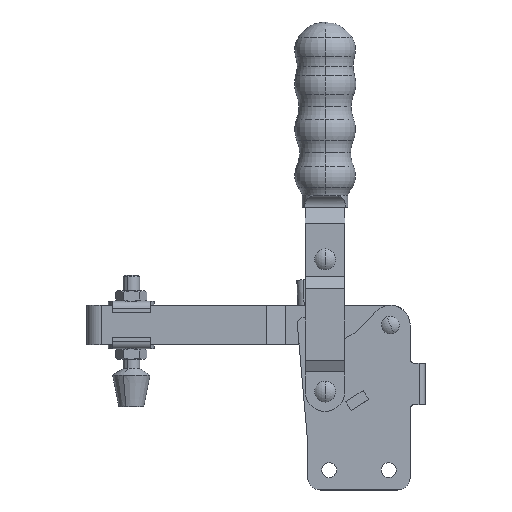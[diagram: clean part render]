
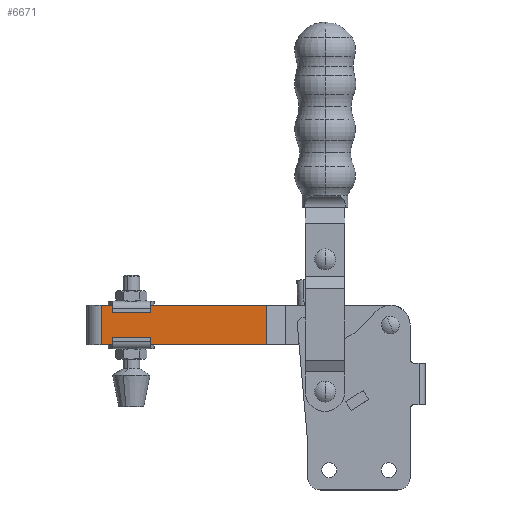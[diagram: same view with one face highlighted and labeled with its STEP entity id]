
A CAD part, top view. The second image highlights one B-rep face of the part: STEP entity #6671.
In plain terms, the highlighted planar face has unit normal (0, 0, 1).
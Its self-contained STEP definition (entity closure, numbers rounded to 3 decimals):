
#285 = VECTOR ( 'NONE', #9857, 1000. ) ;
#615 = CARTESIAN_POINT ( 'NONE',  ( -69.025, 51.16, 7.05 ) ) ;
#1120 = LINE ( 'NONE', #11456, #6455 ) ;
#1501 = CARTESIAN_POINT ( 'NONE',  ( -148.448, 51.16, 7.05 ) ) ;
#1913 = VECTOR ( 'NONE', #2404, 1000. ) ;
#2138 = PLANE ( 'NONE',  #11070 ) ;
#2182 = EDGE_CURVE ( 'NONE', #11571, #6629, #9381, .T. ) ;
#2404 = DIRECTION ( 'NONE',  ( 0., 1., 0. ) ) ;
#3050 = DIRECTION ( 'NONE',  ( 1., 0., 0. ) ) ;
#3276 = VERTEX_POINT ( 'NONE', #1501 ) ;
#4154 = EDGE_CURVE ( 'NONE', #11434, #3276, #1120, .T. ) ;
#4316 = EDGE_CURVE ( 'NONE', #11571, #3276, #4752, .T. ) ;
#4460 = EDGE_CURVE ( 'NONE', #6629, #11434, #10807, .T. ) ;
#4490 = ORIENTED_EDGE ( 'NONE', *, *, #2182, .T. ) ;
#4643 = DIRECTION ( 'NONE',  ( -1., 0., 0. ) ) ;
#4752 = LINE ( 'NONE', #9899, #285 ) ;
#4787 = EDGE_LOOP ( 'NONE', ( #9174, #8200, #4490, #10713 ) ) ;
#6455 = VECTOR ( 'NONE', #6988, 1000. ) ;
#6629 = VERTEX_POINT ( 'NONE', #8397 ) ;
#6671 = ADVANCED_FACE ( 'NONE', ( #9628 ), #2138, .F. ) ;
#6988 = DIRECTION ( 'NONE',  ( 0., -1., 0. ) ) ;
#7971 = CARTESIAN_POINT ( 'NONE',  ( -148.448, 70.16, 7.05 ) ) ;
#8200 = ORIENTED_EDGE ( 'NONE', *, *, #4316, .F. ) ;
#8262 = CARTESIAN_POINT ( 'NONE',  ( -69.025, 70.16, 7.05 ) ) ;
#8397 = CARTESIAN_POINT ( 'NONE',  ( -69.025, 70.16, 7.05 ) ) ;
#8434 = DIRECTION ( 'NONE',  ( 0., 0., -1. ) ) ;
#9174 = ORIENTED_EDGE ( 'NONE', *, *, #4154, .T. ) ;
#9305 = CARTESIAN_POINT ( 'NONE',  ( -69.025, 51.16, 7.05 ) ) ;
#9381 = LINE ( 'NONE', #615, #1913 ) ;
#9628 = FACE_OUTER_BOUND ( 'NONE', #4787, .T. ) ;
#9857 = DIRECTION ( 'NONE',  ( -1., 0., 0. ) ) ;
#9899 = CARTESIAN_POINT ( 'NONE',  ( -69.025, 51.16, 7.05 ) ) ;
#10521 = VECTOR ( 'NONE', #4643, 1000. ) ;
#10713 = ORIENTED_EDGE ( 'NONE', *, *, #4460, .T. ) ;
#10807 = LINE ( 'NONE', #8262, #10521 ) ;
#10843 = CARTESIAN_POINT ( 'NONE',  ( -69.025, 51.16, 7.05 ) ) ;
#11070 = AXIS2_PLACEMENT_3D ( 'NONE', #9305, #8434, #3050 ) ;
#11434 = VERTEX_POINT ( 'NONE', #7971 ) ;
#11456 = CARTESIAN_POINT ( 'NONE',  ( -148.448, 70.16, 7.05 ) ) ;
#11571 = VERTEX_POINT ( 'NONE', #10843 ) ;
